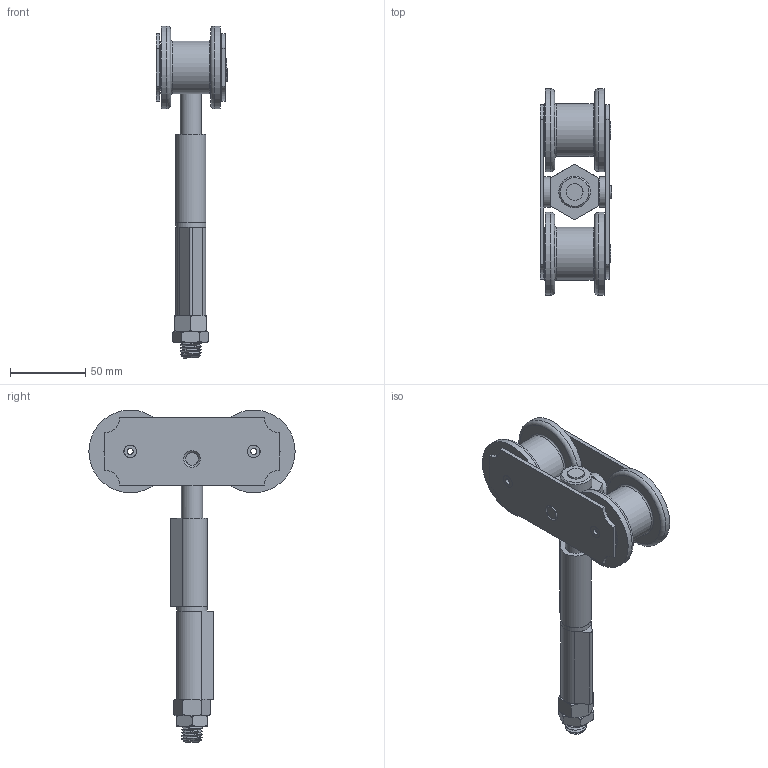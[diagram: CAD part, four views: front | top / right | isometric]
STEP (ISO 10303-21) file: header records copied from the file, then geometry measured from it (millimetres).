
FILE_DESCRIPTION(/* description */ (''),/* implementation_level */ '2;1');
FILE_NAME(/* name */ '562SO.stp',/* time_stamp */ '2019-10-31T14:55:58+01:00',/* author */ ('DBARI'),/* organization */ (''),/* preprocessor_version */ 'ST-DEVELOPER v17.2',/* originating_system */ 'Autodesk Inventor 2019',/* authorisation */ '');
FILE_SCHEMA (('AUTOMOTIVE_DESIGN { 1 0 10303 214 3 1 1 }'));
Length unit declared in the file: millimetre
Products named in the file (17): 562 SO; 15537 MONT; 15537 MONT_1; 15108; 13582; 13582-2; 13582-2_1; 15933; 15933_1; 15933-2; 16438; 15535; 15056; 15658; 15590; 06014; 06015
Assembly tree (38 placements, depth 3):
  562 SO
    15537 MONT
    15537 MONT_1
    15108  x2
    13582
    13582-2
    13582-2_1
    15933
      15933_1
      15933-2
    15590  x2
    16438  x2
    15535  x2
    15056  x2
    15658  x18
    06014
    06015
Bounding box: 47.8 x 137 x 220.5 mm (x, y, z)
Volume: 202899.2 mm3; surface area: 112251.7 mm2
Topology: 37 solids, 37 shells, 553 faces, 1434 edges, 947 vertices
Faces by surface type: plane 264, cylinder 219, torus 36, bspline 18, cone 16
Full cylindrical faces by diameter (mm): 1.7 x2, 2 x2, 4 x4, 5 x18, 8.3 x8, 8.5 x8, 11 x1, 11.2 x1, 11.835 x2, 12 x2, 14 x22, 14.05 x2, 14.5 x2, 14.8 x1, 16 x2, 16.2 x2, 20 x4, 21 x1, 25.8 x2, 26.15 x2, 35 x6, 55 x4
Entity records: 14980 total; most frequent: CARTESIAN_POINT 6050, DIRECTION 1796, ORIENTED_EDGE 1694, EDGE_CURVE 847, AXIS2_PLACEMENT_3D 711, VERTEX_POINT 561, LINE 374, VECTOR 374
